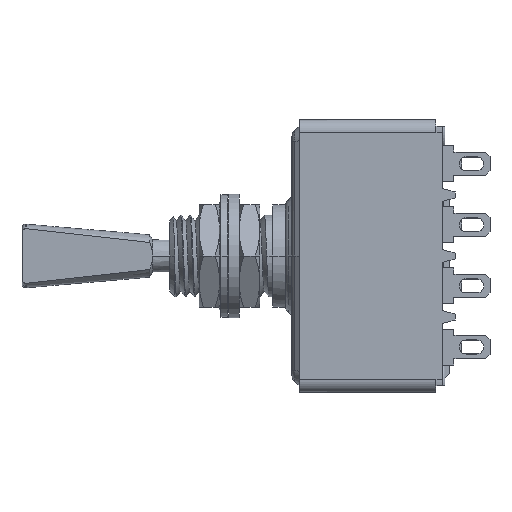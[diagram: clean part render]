
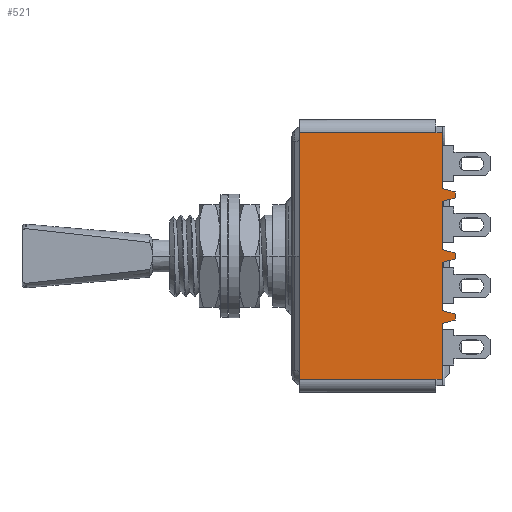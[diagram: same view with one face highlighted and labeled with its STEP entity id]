
A CAD part, left-side view. The second image highlights one B-rep face of the part: STEP entity #521.
In plain terms, the highlighted planar face has unit normal (-1, 0, 0).
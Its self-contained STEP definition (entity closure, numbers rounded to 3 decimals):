
#521=ADVANCED_FACE('',(#2508),#2509,.T.);
#2508=FACE_OUTER_BOUND('',#6115,.T.);
#2509=PLANE('',#6116);
#6115=EDGE_LOOP('',(#14194,#14195,#14196,#14197,#14198,#14199,#14200,#14201,#14202,#14203,#14204,#14205,#14206,#14207,#14208,#14209,#14210,#14211));
#6116=AXIS2_PLACEMENT_3D('',#14212,#14213,#14214);
#14194=ORIENTED_EDGE('',*,*,#27359,.F.);
#14195=ORIENTED_EDGE('',*,*,#27189,.T.);
#14196=ORIENTED_EDGE('',*,*,#27360,.F.);
#14197=ORIENTED_EDGE('',*,*,#27361,.F.);
#14198=ORIENTED_EDGE('',*,*,#27362,.F.);
#14199=ORIENTED_EDGE('',*,*,#27177,.T.);
#14200=ORIENTED_EDGE('',*,*,#27363,.F.);
#14201=ORIENTED_EDGE('',*,*,#27358,.F.);
#14202=ORIENTED_EDGE('',*,*,#27355,.F.);
#14203=ORIENTED_EDGE('',*,*,#27167,.T.);
#14204=ORIENTED_EDGE('',*,*,#27364,.F.);
#14205=ORIENTED_EDGE('',*,*,#27365,.F.);
#14206=ORIENTED_EDGE('',*,*,#27366,.F.);
#14207=ORIENTED_EDGE('',*,*,#27202,.T.);
#14208=ORIENTED_EDGE('',*,*,#27367,.T.);
#14209=ORIENTED_EDGE('',*,*,#27368,.F.);
#14210=ORIENTED_EDGE('',*,*,#27369,.F.);
#14211=ORIENTED_EDGE('',*,*,#27370,.T.);
#14212=CARTESIAN_POINT('',(-6.6,0.0,-10.6));
#14213=DIRECTION('',(-1.0,0.0,0.0));
#14214=DIRECTION('',(0.0,0.0,1.0));
#27167=EDGE_CURVE('',#32184,#32182,#32185,.T.);
#27177=EDGE_CURVE('',#32201,#32202,#32203,.T.);
#27189=EDGE_CURVE('',#32221,#32219,#32222,.T.);
#27202=EDGE_CURVE('',#32243,#32241,#32244,.T.);
#27355=EDGE_CURVE('',#32184,#32466,#32467,.T.);
#27358=EDGE_CURVE('',#32466,#32469,#32471,.T.);
#27359=EDGE_CURVE('',#32221,#31454,#32472,.T.);
#27360=EDGE_CURVE('',#32473,#32219,#32474,.T.);
#27361=EDGE_CURVE('',#32475,#32473,#32476,.T.);
#27362=EDGE_CURVE('',#32201,#32475,#32477,.T.);
#27363=EDGE_CURVE('',#32469,#32202,#32478,.T.);
#27364=EDGE_CURVE('',#32479,#32182,#32480,.T.);
#27365=EDGE_CURVE('',#32481,#32479,#32482,.T.);
#27366=EDGE_CURVE('',#32243,#32481,#32483,.T.);
#27367=EDGE_CURVE('',#32241,#31457,#32484,.T.);
#27368=EDGE_CURVE('',#32485,#31457,#32486,.T.);
#27369=EDGE_CURVE('',#32487,#32485,#32488,.T.);
#27370=EDGE_CURVE('',#32487,#31454,#32489,.T.);
#31454=VERTEX_POINT('',#39191);
#31457=VERTEX_POINT('',#39195);
#32182=VERTEX_POINT('',#40307);
#32184=VERTEX_POINT('',#40310);
#32185=LINE('',#40311,#40312);
#32201=VERTEX_POINT('',#40337);
#32202=VERTEX_POINT('',#40338);
#32203=LINE('',#40339,#40340);
#32219=VERTEX_POINT('',#40365);
#32221=VERTEX_POINT('',#40368);
#32222=LINE('',#40369,#40370);
#32241=VERTEX_POINT('',#40399);
#32243=VERTEX_POINT('',#40402);
#32244=LINE('',#40403,#40404);
#32466=VERTEX_POINT('',#40771);
#32467=LINE('',#40772,#40773);
#32469=VERTEX_POINT('',#40776);
#32471=LINE('',#40779,#40780);
#32472=LINE('',#40781,#40782);
#32473=VERTEX_POINT('',#40783);
#32474=LINE('',#40784,#40785);
#32475=VERTEX_POINT('',#40786);
#32476=LINE('',#40787,#40788);
#32477=LINE('',#40789,#40790);
#32478=LINE('',#40791,#40792);
#32479=VERTEX_POINT('',#40793);
#32480=LINE('',#40794,#40795);
#32481=VERTEX_POINT('',#40796);
#32482=LINE('',#40797,#40798);
#32483=LINE('',#40799,#40800);
#32484=LINE('',#40801,#40802);
#32485=VERTEX_POINT('',#40803);
#32486=LINE('',#40804,#40805);
#32487=VERTEX_POINT('',#40806);
#32488=LINE('',#40807,#40808);
#32489=LINE('',#40809,#40810);
#39191=CARTESIAN_POINT('',(-6.6,0.7,-9.6));
#39195=CARTESIAN_POINT('',(-6.6,0.7,9.6));
#40307=CARTESIAN_POINT('',(-6.6,0.2,4.25));
#40310=CARTESIAN_POINT('',(-6.6,0.2,0.5));
#40311=CARTESIAN_POINT('',(-6.6,0.2,0.5));
#40312=VECTOR('',#54886,3.75);
#40337=CARTESIAN_POINT('',(-6.6,0.2,-4.25));
#40338=CARTESIAN_POINT('',(-6.6,0.2,-0.5));
#40339=CARTESIAN_POINT('',(-6.6,0.2,-4.25));
#40340=VECTOR('',#54896,3.75);
#40365=CARTESIAN_POINT('',(-6.6,0.2,-5.25));
#40368=CARTESIAN_POINT('',(-6.6,0.2,-9.6));
#40369=CARTESIAN_POINT('',(-6.6,0.2,-9.6));
#40370=VECTOR('',#54910,4.35);
#40399=CARTESIAN_POINT('',(-6.6,0.2,9.6));
#40402=CARTESIAN_POINT('',(-6.6,0.2,5.25));
#40403=CARTESIAN_POINT('',(-6.6,0.2,5.25));
#40404=VECTOR('',#54925,4.35);
#40771=CARTESIAN_POINT('',(-6.6,-0.8,0.232));
#40772=CARTESIAN_POINT('',(-6.6,0.2,0.5));
#40773=VECTOR('',#55092,1.035);
#40776=CARTESIAN_POINT('',(-6.6,-0.8,-0.232));
#40779=CARTESIAN_POINT('',(-6.6,-0.8,0.232));
#40780=VECTOR('',#55095,0.464);
#40781=CARTESIAN_POINT('',(-6.6,0.2,-9.6));
#40782=VECTOR('',#55096,0.5);
#40783=CARTESIAN_POINT('',(-6.6,-0.8,-4.982));
#40784=CARTESIAN_POINT('',(-6.6,-0.8,-4.982));
#40785=VECTOR('',#55097,1.035);
#40786=CARTESIAN_POINT('',(-6.6,-0.8,-4.518));
#40787=CARTESIAN_POINT('',(-6.6,-0.8,-4.518));
#40788=VECTOR('',#55098,0.464);
#40789=CARTESIAN_POINT('',(-6.6,0.2,-4.25));
#40790=VECTOR('',#55099,1.035);
#40791=CARTESIAN_POINT('',(-6.6,-0.8,-0.232));
#40792=VECTOR('',#55100,1.035);
#40793=CARTESIAN_POINT('',(-6.6,-0.8,4.518));
#40794=CARTESIAN_POINT('',(-6.6,-0.8,4.518));
#40795=VECTOR('',#55101,1.035);
#40796=CARTESIAN_POINT('',(-6.6,-0.8,4.982));
#40797=CARTESIAN_POINT('',(-6.6,-0.8,4.982));
#40798=VECTOR('',#55102,0.464);
#40799=CARTESIAN_POINT('',(-6.6,0.2,5.25));
#40800=VECTOR('',#55103,1.035);
#40801=CARTESIAN_POINT('',(-6.6,0.2,9.6));
#40802=VECTOR('',#55104,0.5);
#40803=CARTESIAN_POINT('',(-6.6,11.3,9.6));
#40804=CARTESIAN_POINT('',(-6.6,11.3,9.6));
#40805=VECTOR('',#55105,10.6);
#40806=CARTESIAN_POINT('',(-6.6,11.3,-9.6));
#40807=CARTESIAN_POINT('',(-6.6,11.3,-9.6));
#40808=VECTOR('',#55106,19.2);
#40809=CARTESIAN_POINT('',(-6.6,11.3,-9.6));
#40810=VECTOR('',#55107,10.6);
#54886=DIRECTION('',(0.0,0.0,1.0));
#54896=DIRECTION('',(0.0,0.0,1.0));
#54910=DIRECTION('',(0.0,0.0,1.0));
#54925=DIRECTION('',(0.0,0.0,1.0));
#55092=DIRECTION('',(0.0,-0.966,-0.259));
#55095=DIRECTION('',(0.0,0.0,-1.0));
#55096=DIRECTION('',(0.0,1.0,0.0));
#55097=DIRECTION('',(0.0,0.966,-0.259));
#55098=DIRECTION('',(0.0,0.0,-1.0));
#55099=DIRECTION('',(0.0,-0.966,-0.259));
#55100=DIRECTION('',(0.0,0.966,-0.259));
#55101=DIRECTION('',(0.0,0.966,-0.259));
#55102=DIRECTION('',(0.0,0.0,-1.0));
#55103=DIRECTION('',(0.0,-0.966,-0.259));
#55104=DIRECTION('',(0.0,1.0,0.0));
#55105=DIRECTION('',(0.0,-1.0,0.0));
#55106=DIRECTION('',(0.0,0.0,1.0));
#55107=DIRECTION('',(0.0,-1.0,0.0));
